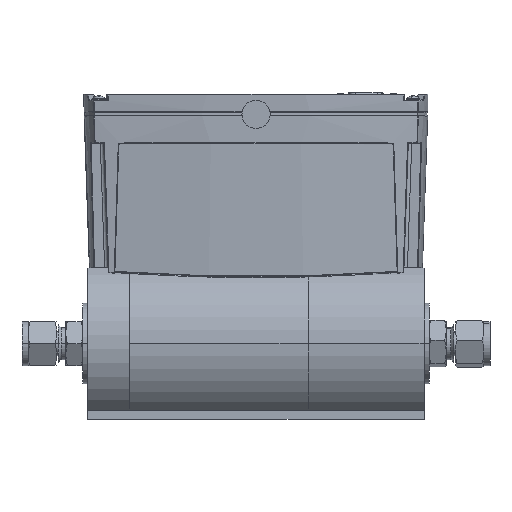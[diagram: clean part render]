
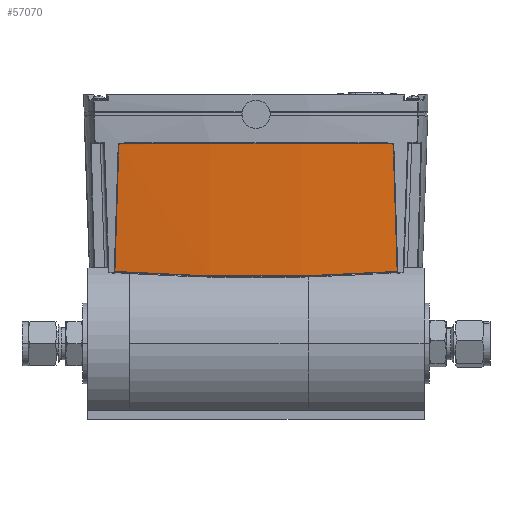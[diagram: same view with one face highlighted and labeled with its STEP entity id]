
A CAD part, top view. The second image highlights one B-rep face of the part: STEP entity #57070.
In plain terms, the highlighted cylindrical face has radius 685.838 mm (diameter 1371.68 mm), a partial arc.
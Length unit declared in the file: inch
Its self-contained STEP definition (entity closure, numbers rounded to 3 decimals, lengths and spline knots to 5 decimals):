
#826 = VERTEX_POINT ( 'NONE', #4092 ) ;
#2098 = B_SPLINE_CURVE_WITH_KNOTS ( 'NONE', 3,
 ( #48359, #17207, #26105, #56959 ),
 .UNSPECIFIED., .F., .F.,
 ( 4, 4 ),
 ( 0., 0.06382 ),
 .UNSPECIFIED. ) ;
#2450 = CARTESIAN_POINT ( 'NONE',  ( 8.00471, 1.43349, 0.91108 ) ) ;
#2759 = AXIS2_PLACEMENT_3D ( 'NONE', #9934, #10127, #14785 ) ;
#3093 = CARTESIAN_POINT ( 'NONE',  ( 13.6083, 1.43349, 0.91108 ) ) ;
#3237 = CARTESIAN_POINT ( 'NONE',  ( 8.0829, 3.94306, 1.00584 ) ) ;
#3905 = CARTESIAN_POINT ( 'NONE',  ( 8.09791, 3.96838, 1.00823 ) ) ;
#4092 = CARTESIAN_POINT ( 'NONE',  ( 13.50038, 3.972, 1.00984 ) ) ;
#8015 = CARTESIAN_POINT ( 'NONE',  ( 8.10878, 3.972, 1.00945 ) ) ;
#8230 = CARTESIAN_POINT ( 'NONE',  ( 13.52999, 3.94693, 1.00598 ) ) ;
#8376 = CARTESIAN_POINT ( 'NONE',  ( 8.08647, 3.95828, 1.00673 ) ) ;
#8646 = VERTEX_POINT ( 'NONE', #23001 ) ;
#9769 = CARTESIAN_POINT ( 'NONE',  ( 13.50038, 3.972, 1.00984 ) ) ;
#9934 = CARTESIAN_POINT ( 'NONE',  ( 10.80651, 2.26513, -25.93195 ) ) ;
#10127 = DIRECTION ( 'NONE',  ( 0., 0.999, 0.035 ) ) ;
#10715 = VERTEX_POINT ( 'NONE', #10861 ) ;
#10861 = CARTESIAN_POINT ( 'NONE',  ( 13.6083, 1.43349, 0.91108 ) ) ;
#12666 = CARTESIAN_POINT ( 'NONE',  ( 13.52913, 3.9507, 1.0062 ) ) ;
#12820 = CARTESIAN_POINT ( 'NONE',  ( 8.0829, 3.94306, 1.00584 ) ) ;
#14785 = DIRECTION ( 'NONE',  ( 1., 0., 0. ) ) ;
#16429 = EDGE_CURVE ( 'NONE', #55137, #10715, #40815, .T. ) ;
#16639 = CARTESIAN_POINT ( 'NONE',  ( 8.03077, 2.27002, 0.94271 ) ) ;
#17166 = CARTESIAN_POINT ( 'NONE',  ( 13.52383, 3.96092, 1.00709 ) ) ;
#17207 = CARTESIAN_POINT ( 'NONE',  ( 13.58224, 2.27002, 0.94271 ) ) ;
#19148 = EDGE_CURVE ( 'NONE', #30432, #55137, #40413, .T. ) ;
#21597 = CARTESIAN_POINT ( 'NONE',  ( 13.50809, 3.972, 1.00906 ) ) ;
#23001 = CARTESIAN_POINT ( 'NONE',  ( 8.11263, 3.972, 1.00984 ) ) ;
#23076 = EDGE_CURVE ( 'NONE', #36010, #826, #38486, .T. ) ;
#23178 = CARTESIAN_POINT ( 'NONE',  ( 10.80651, 3.97215, 1.18935 ) ) ;
#24916 = ORIENTED_EDGE ( 'NONE', *, *, #19148, .T. ) ;
#25461 = ORIENTED_EDGE ( 'NONE', *, *, #27106, .T. ) ;
#25782 = ORIENTED_EDGE ( 'NONE', *, *, #16429, .T. ) ;
#26050 = CYLINDRICAL_SURFACE ( 'NONE', #2759, 27.0015 ) ;
#26105 = CARTESIAN_POINT ( 'NONE',  ( 13.55618, 3.10654, 0.97429 ) ) ;
#26735 = B_SPLINE_CURVE_WITH_KNOTS ( 'NONE', 3,
 ( #9769, #45466, #23178, #54195, #27681 ),
 .UNSPECIFIED., .F., .F.,
 ( 4, 1, 4 ),
 ( 0., 0.06842, 0.13685 ),
 .UNSPECIFIED. ) ;
#27106 = EDGE_CURVE ( 'NONE', #10715, #36010, #2098, .T. ) ;
#27681 = CARTESIAN_POINT ( 'NONE',  ( 8.11263, 3.972, 1.00984 ) ) ;
#27986 = ORIENTED_EDGE ( 'NONE', *, *, #23076, .T. ) ;
#29733 = CARTESIAN_POINT ( 'NONE',  ( 12.67437, 1.36603, 1.00625 ) ) ;
#29883 = CARTESIAN_POINT ( 'NONE',  ( 8.05683, 3.10654, 0.97429 ) ) ;
#30432 = VERTEX_POINT ( 'NONE', #46997 ) ;
#30557 = CARTESIAN_POINT ( 'NONE',  ( 8.105, 3.97126, 1.00905 ) ) ;
#31696 = FACE_OUTER_BOUND ( 'NONE', #35918, .T. ) ;
#34061 = CARTESIAN_POINT ( 'NONE',  ( 8.93865, 1.36603, 1.00625 ) ) ;
#34911 = CARTESIAN_POINT ( 'NONE',  ( 13.53011, 3.94306, 1.00584 ) ) ;
#35058 = CARTESIAN_POINT ( 'NONE',  ( 8.09466, 3.96625, 1.00783 ) ) ;
#35918 = EDGE_LOOP ( 'NONE', ( #24916, #25782, #25461, #27986, #42941, #55476 ) ) ;
#36010 = VERTEX_POINT ( 'NONE', #45811 ) ;
#38486 = B_SPLINE_CURVE_WITH_KNOTS ( 'NONE', 3,
 ( #34911, #8230, #12666, #43887, #17166, #48319, #21597, #52685 ),
 .UNSPECIFIED., .F., .F.,
 ( 4, 2, 2, 4 ),
 ( 0., 0.00029, 0.00058, 0.00116 ),
 .UNSPECIFIED. ) ;
#39559 = CARTESIAN_POINT ( 'NONE',  ( 8.08314, 3.9508, 1.00613 ) ) ;
#40413 = B_SPLINE_CURVE_WITH_KNOTS ( 'NONE', 3,
 ( #3237, #29883, #16639, #47814 ),
 .UNSPECIFIED., .F., .F.,
 ( 4, 4 ),
 ( 0., 0.06382 ),
 .UNSPECIFIED. ) ;
#40815 = B_SPLINE_CURVE_WITH_KNOTS ( 'NONE', 3,
 ( #43029, #34061, #56105, #29733, #3093 ),
 .UNSPECIFIED., .F., .F.,
 ( 4, 1, 4 ),
 ( 0., 0.07117, 0.14233 ),
 .UNSPECIFIED. ) ;
#42941 = ORIENTED_EDGE ( 'NONE', *, *, #43018, .T. ) ;
#43018 = EDGE_CURVE ( 'NONE', #826, #8646, #26735, .T. ) ;
#43029 = CARTESIAN_POINT ( 'NONE',  ( 8.00471, 1.43349, 0.91108 ) ) ;
#43887 = CARTESIAN_POINT ( 'NONE',  ( 13.52605, 3.95772, 1.00676 ) ) ;
#45466 = CARTESIAN_POINT ( 'NONE',  ( 12.60242, 3.97206, 1.09993 ) ) ;
#45811 = CARTESIAN_POINT ( 'NONE',  ( 13.53011, 3.94306, 1.00584 ) ) ;
#46997 = CARTESIAN_POINT ( 'NONE',  ( 8.0829, 3.94306, 1.00584 ) ) ;
#47814 = CARTESIAN_POINT ( 'NONE',  ( 8.00471, 1.43349, 0.91108 ) ) ;
#48319 = CARTESIAN_POINT ( 'NONE',  ( 13.51563, 3.9689, 1.0082 ) ) ;
#48359 = CARTESIAN_POINT ( 'NONE',  ( 13.6083, 1.43349, 0.91108 ) ) ;
#49850 = B_SPLINE_CURVE_WITH_KNOTS ( 'NONE', 3,
 ( #52647, #8015, #30557, #3905, #35058, #8376, #39559, #12820 ),
 .UNSPECIFIED., .F., .F.,
 ( 4, 2, 2, 4 ),
 ( 0., 0.00029, 0.00058, 0.00116 ),
 .UNSPECIFIED. ) ;
#52647 = CARTESIAN_POINT ( 'NONE',  ( 8.11263, 3.972, 1.00984 ) ) ;
#52685 = CARTESIAN_POINT ( 'NONE',  ( 13.50038, 3.972, 1.00984 ) ) ;
#54195 = CARTESIAN_POINT ( 'NONE',  ( 9.01059, 3.97206, 1.09993 ) ) ;
#55137 = VERTEX_POINT ( 'NONE', #2450 ) ;
#55476 = ORIENTED_EDGE ( 'NONE', *, *, #57296, .T. ) ;
#56105 = CARTESIAN_POINT ( 'NONE',  ( 10.80651, 1.29877, 1.10062 ) ) ;
#56959 = CARTESIAN_POINT ( 'NONE',  ( 13.53011, 3.94306, 1.00584 ) ) ;
#57070 = ADVANCED_FACE ( 'NONE', ( #31696 ), #26050, .T. ) ;
#57296 = EDGE_CURVE ( 'NONE', #8646, #30432, #49850, .T. ) ;
